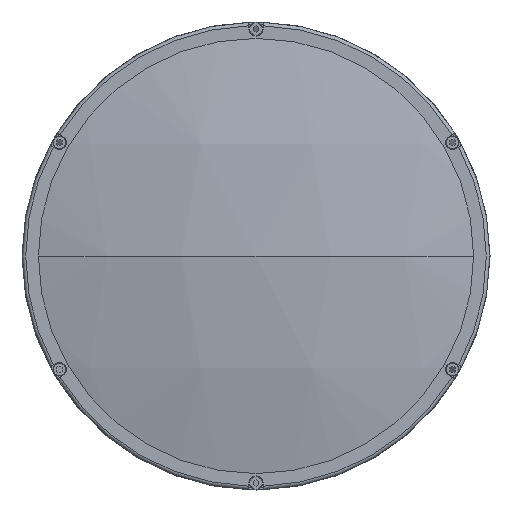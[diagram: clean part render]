
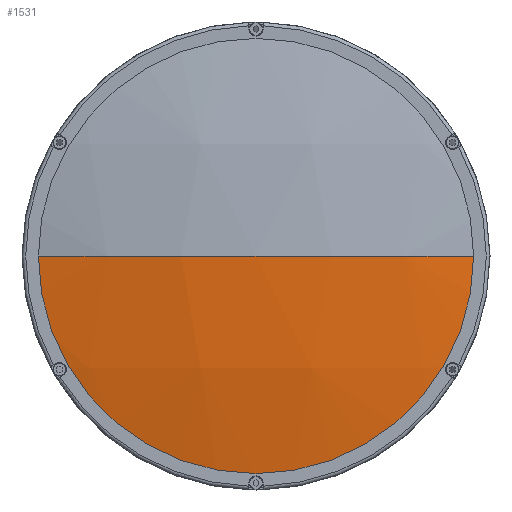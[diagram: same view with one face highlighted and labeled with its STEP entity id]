
A CAD part, left-side view. The second image highlights one B-rep face of the part: STEP entity #1531.
In plain terms, the highlighted spherical face has radius 434.72 mm.
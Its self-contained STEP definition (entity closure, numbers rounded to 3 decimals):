
#235 = CARTESIAN_POINT ( 'NONE',  ( 11.706, 0.64, 0. ) ) ;
#473 = CARTESIAN_POINT ( 'NONE',  ( -423.014, 0.64, 0. ) ) ;
#589 = AXIS2_PLACEMENT_3D ( 'NONE', #8220, #1468, #9338 ) ;
#739 = EDGE_CURVE ( 'NONE', #8176, #3080, #2239, .T. ) ;
#1338 = DIRECTION ( 'NONE',  ( 0., 1., 0. ) ) ;
#1468 = DIRECTION ( 'NONE',  ( -1., 0., 0. ) ) ;
#1531 = ADVANCED_FACE ( 'NONE', ( #14105 ), #7101, .T. ) ;
#2183 = CARTESIAN_POINT ( 'NONE',  ( -412.507, -94.36, 0. ) ) ;
#2239 = CIRCLE ( 'NONE', #7363, 434.72 ) ;
#2978 = DIRECTION ( 'NONE',  ( 0., 1., 0. ) ) ;
#3080 = VERTEX_POINT ( 'NONE', #473 ) ;
#4160 = CIRCLE ( 'NONE', #589, 95. ) ;
#4176 = EDGE_LOOP ( 'NONE', ( #6240, #6862, #5587 ) ) ;
#4475 = EDGE_CURVE ( 'NONE', #4703, #8176, #4160, .T. ) ;
#4703 = VERTEX_POINT ( 'NONE', #13006 ) ;
#5196 = CARTESIAN_POINT ( 'NONE',  ( 11.706, 0.64, 0. ) ) ;
#5587 = ORIENTED_EDGE ( 'NONE', *, *, #12693, .F. ) ;
#6240 = ORIENTED_EDGE ( 'NONE', *, *, #4475, .T. ) ;
#6360 = DIRECTION ( 'NONE',  ( 0., 0., 1. ) ) ;
#6862 = ORIENTED_EDGE ( 'NONE', *, *, #739, .T. ) ;
#7101 = SPHERICAL_SURFACE ( 'NONE', #7117, 434.72 ) ;
#7117 = AXIS2_PLACEMENT_3D ( 'NONE', #5196, #9701, #2978 ) ;
#7363 = AXIS2_PLACEMENT_3D ( 'NONE', #235, #8085, #1338 ) ;
#8085 = DIRECTION ( 'NONE',  ( 0., 0., -1. ) ) ;
#8176 = VERTEX_POINT ( 'NONE', #2183 ) ;
#8220 = CARTESIAN_POINT ( 'NONE',  ( -412.507, 0.64, 0. ) ) ;
#9338 = DIRECTION ( 'NONE',  ( 0., 0., 1. ) ) ;
#9701 = DIRECTION ( 'NONE',  ( 0., 0., -1. ) ) ;
#9818 = AXIS2_PLACEMENT_3D ( 'NONE', #13060, #6360, #14191 ) ;
#12497 = CIRCLE ( 'NONE', #9818, 434.72 ) ;
#12693 = EDGE_CURVE ( 'NONE', #4703, #3080, #12497, .T. ) ;
#13006 = CARTESIAN_POINT ( 'NONE',  ( -412.507, 95.64, 0. ) ) ;
#13060 = CARTESIAN_POINT ( 'NONE',  ( 11.706, 0.64, 0. ) ) ;
#14105 = FACE_OUTER_BOUND ( 'NONE', #4176, .T. ) ;
#14191 = DIRECTION ( 'NONE',  ( 0., -1., 0. ) ) ;
